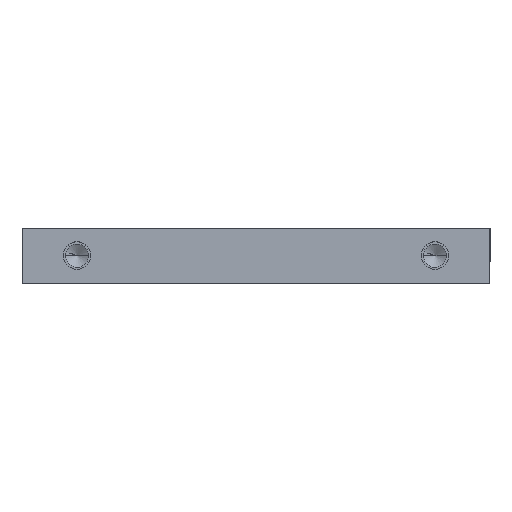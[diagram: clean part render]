
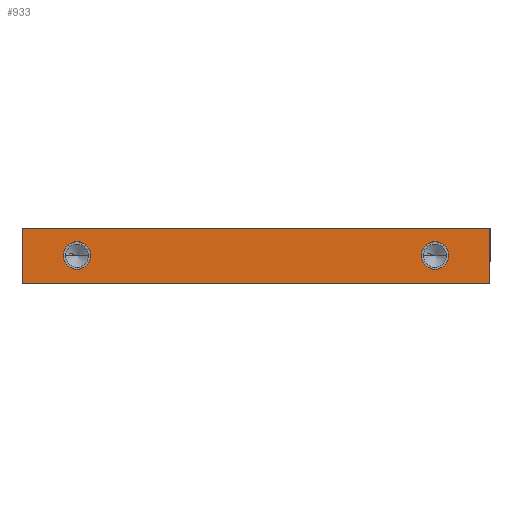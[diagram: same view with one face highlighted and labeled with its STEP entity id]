
A CAD part, top view. The second image highlights one B-rep face of the part: STEP entity #933.
In plain terms, the highlighted face is planar.
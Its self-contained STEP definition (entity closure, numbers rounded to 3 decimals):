
#31 = DIRECTION ( 'NONE',  ( 0., 0., 1. ) ) ;
#55 = VERTEX_POINT ( 'NONE', #641 ) ;
#58 = ORIENTED_EDGE ( 'NONE', *, *, #910, .F. ) ;
#61 = DIRECTION ( 'NONE',  ( -1., 0., 0. ) ) ;
#64 = CARTESIAN_POINT ( 'NONE',  ( 42.5, 5., -55.226 ) ) ;
#66 = EDGE_CURVE ( 'NONE', #55, #907, #177, .T. ) ;
#107 = CARTESIAN_POINT ( 'NONE',  ( -42.5, 5., -55.226 ) ) ;
#152 = ORIENTED_EDGE ( 'NONE', *, *, #1354, .F. ) ;
#161 = CARTESIAN_POINT ( 'NONE',  ( 42.5, -5., -55.226 ) ) ;
#169 = CARTESIAN_POINT ( 'NONE',  ( 0., 5., -55.226 ) ) ;
#172 = DIRECTION ( 'NONE',  ( 0., 0., -1. ) ) ;
#177 = CIRCLE ( 'NONE', #1321, 2.5 ) ;
#190 = DIRECTION ( 'NONE',  ( -1., 0., 0. ) ) ;
#221 = CARTESIAN_POINT ( 'NONE',  ( 0., -5., -55.226 ) ) ;
#271 = LINE ( 'NONE', #221, #349 ) ;
#279 = EDGE_CURVE ( 'NONE', #691, #1314, #583, .T. ) ;
#292 = DIRECTION ( 'NONE',  ( 0., 0., -1. ) ) ;
#298 = CARTESIAN_POINT ( 'NONE',  ( -32.5, 0., -55.226 ) ) ;
#299 = CARTESIAN_POINT ( 'NONE',  ( 32.5, 0., -55.226 ) ) ;
#305 = AXIS2_PLACEMENT_3D ( 'NONE', #299, #642, #665 ) ;
#332 = EDGE_LOOP ( 'NONE', ( #934, #587, #1581, #927 ) ) ;
#349 = VECTOR ( 'NONE', #793, 1000. ) ;
#381 = DIRECTION ( 'NONE',  ( -1., 0., 0. ) ) ;
#416 = CARTESIAN_POINT ( 'NONE',  ( -42.5, -5., -55.226 ) ) ;
#456 = CARTESIAN_POINT ( 'NONE',  ( 30., 0., -55.226 ) ) ;
#533 = VERTEX_POINT ( 'NONE', #1234 ) ;
#534 = LINE ( 'NONE', #64, #789 ) ;
#549 = DIRECTION ( 'NONE',  ( 0., -1., 0. ) ) ;
#560 = EDGE_CURVE ( 'NONE', #891, #1314, #271, .T. ) ;
#582 = AXIS2_PLACEMENT_3D ( 'NONE', #169, #31, #1279 ) ;
#583 = LINE ( 'NONE', #107, #1043 ) ;
#585 = ORIENTED_EDGE ( 'NONE', *, *, #66, .F. ) ;
#587 = ORIENTED_EDGE ( 'NONE', *, *, #279, .F. ) ;
#641 = CARTESIAN_POINT ( 'NONE',  ( -35., 0., -55.226 ) ) ;
#642 = DIRECTION ( 'NONE',  ( 0., 0., -1. ) ) ;
#663 = CARTESIAN_POINT ( 'NONE',  ( -42.5, 5., -55.226 ) ) ;
#665 = DIRECTION ( 'NONE',  ( -1., 0., 0. ) ) ;
#691 = VERTEX_POINT ( 'NONE', #663 ) ;
#789 = VECTOR ( 'NONE', #549, 1000. ) ;
#793 = DIRECTION ( 'NONE',  ( -1., 0., 0. ) ) ;
#834 = EDGE_CURVE ( 'NONE', #533, #691, #989, .T. ) ;
#849 = DIRECTION ( 'NONE',  ( 0., -1., 0. ) ) ;
#873 = CARTESIAN_POINT ( 'NONE',  ( 35., 0., -55.226 ) ) ;
#891 = VERTEX_POINT ( 'NONE', #161 ) ;
#907 = VERTEX_POINT ( 'NONE', #1382 ) ;
#910 = EDGE_CURVE ( 'NONE', #988, #1215, #1048, .T. ) ;
#927 = ORIENTED_EDGE ( 'NONE', *, *, #960, .T. ) ;
#933 = ADVANCED_FACE ( 'NONE', ( #1017, #1155, #1406 ), #1372, .F. ) ;
#934 = ORIENTED_EDGE ( 'NONE', *, *, #560, .T. ) ;
#960 = EDGE_CURVE ( 'NONE', #533, #891, #534, .T. ) ;
#988 = VERTEX_POINT ( 'NONE', #456 ) ;
#989 = LINE ( 'NONE', #1478, #1580 ) ;
#996 = CIRCLE ( 'NONE', #1125, 2.5 ) ;
#1017 = FACE_BOUND ( 'NONE', #1543, .T. ) ;
#1021 = AXIS2_PLACEMENT_3D ( 'NONE', #1025, #1137, #190 ) ;
#1025 = CARTESIAN_POINT ( 'NONE',  ( 32.5, 0., -55.226 ) ) ;
#1043 = VECTOR ( 'NONE', #849, 1000. ) ;
#1048 = CIRCLE ( 'NONE', #1021, 2.5 ) ;
#1125 = AXIS2_PLACEMENT_3D ( 'NONE', #1277, #292, #61 ) ;
#1137 = DIRECTION ( 'NONE',  ( 0., 0., -1. ) ) ;
#1155 = FACE_BOUND ( 'NONE', #1484, .T. ) ;
#1179 = CIRCLE ( 'NONE', #305, 2.5 ) ;
#1215 = VERTEX_POINT ( 'NONE', #873 ) ;
#1234 = CARTESIAN_POINT ( 'NONE',  ( 42.5, 5., -55.226 ) ) ;
#1259 = DIRECTION ( 'NONE',  ( -1., 0., 0. ) ) ;
#1277 = CARTESIAN_POINT ( 'NONE',  ( -32.5, 0., -55.226 ) ) ;
#1279 = DIRECTION ( 'NONE',  ( 1., 0., 0. ) ) ;
#1298 = ORIENTED_EDGE ( 'NONE', *, *, #1326, .F. ) ;
#1314 = VERTEX_POINT ( 'NONE', #416 ) ;
#1321 = AXIS2_PLACEMENT_3D ( 'NONE', #298, #172, #1259 ) ;
#1326 = EDGE_CURVE ( 'NONE', #1215, #988, #1179, .T. ) ;
#1354 = EDGE_CURVE ( 'NONE', #907, #55, #996, .T. ) ;
#1372 = PLANE ( 'NONE',  #582 ) ;
#1382 = CARTESIAN_POINT ( 'NONE',  ( -30., 0., -55.226 ) ) ;
#1406 = FACE_OUTER_BOUND ( 'NONE', #332, .T. ) ;
#1478 = CARTESIAN_POINT ( 'NONE',  ( 0., 5., -55.226 ) ) ;
#1484 = EDGE_LOOP ( 'NONE', ( #585, #152 ) ) ;
#1543 = EDGE_LOOP ( 'NONE', ( #58, #1298 ) ) ;
#1580 = VECTOR ( 'NONE', #381, 1000. ) ;
#1581 = ORIENTED_EDGE ( 'NONE', *, *, #834, .F. ) ;
